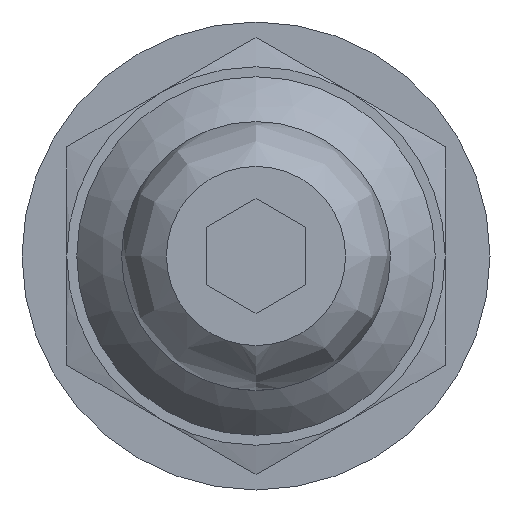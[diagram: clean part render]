
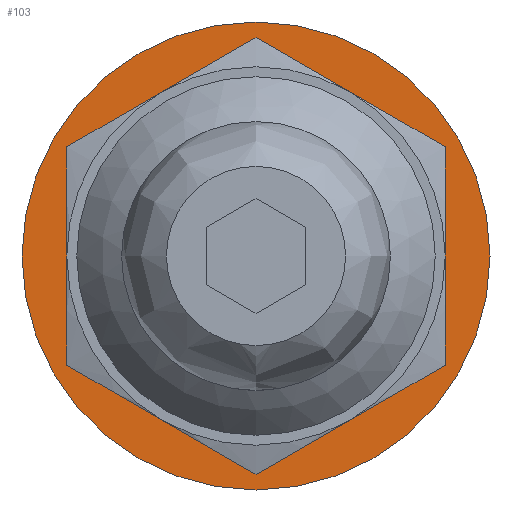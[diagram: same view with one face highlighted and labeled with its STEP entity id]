
A CAD part, front view. The second image highlights one B-rep face of the part: STEP entity #103.
In plain terms, the highlighted planar face has unit normal (0, -1, 0).
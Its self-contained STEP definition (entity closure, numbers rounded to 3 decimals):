
#103 = ADVANCED_FACE( '', ( #228, #229 ), #230, .T. );
#228 = FACE_OUTER_BOUND( '', #373, .T. );
#229 = FACE_BOUND( '', #374, .T. );
#230 = PLANE( '', #375 );
#373 = EDGE_LOOP( '', ( #624 ) );
#374 = EDGE_LOOP( '', ( #625, #626, #627, #628, #629, #630 ) );
#375 = AXIS2_PLACEMENT_3D( '', #631, #632, #633 );
#624 = ORIENTED_EDGE( '', *, *, #845, .T. );
#625 = ORIENTED_EDGE( '', *, *, #866, .F. );
#626 = ORIENTED_EDGE( '', *, *, #852, .F. );
#627 = ORIENTED_EDGE( '', *, *, #808, .F. );
#628 = ORIENTED_EDGE( '', *, *, #831, .F. );
#629 = ORIENTED_EDGE( '', *, *, #867, .F. );
#630 = ORIENTED_EDGE( '', *, *, #868, .F. );
#631 = CARTESIAN_POINT( '', ( 9.5, 13., 0. ) );
#632 = DIRECTION( '', ( 0., -1., 0. ) );
#633 = DIRECTION( '', ( 0., 0., -1. ) );
#808 = EDGE_CURVE( '', #935, #932, #937, .T. );
#831 = EDGE_CURVE( '', #912, #935, #974, .T. );
#845 = EDGE_CURVE( '', #997, #997, #998, .T. );
#852 = EDGE_CURVE( '', #932, #1006, #1007, .T. );
#866 = EDGE_CURVE( '', #1006, #942, #1027, .T. );
#867 = EDGE_CURVE( '', #1028, #912, #1029, .T. );
#868 = EDGE_CURVE( '', #942, #1028, #1030, .T. );
#912 = VERTEX_POINT( '', #1077 );
#932 = VERTEX_POINT( '', #1119 );
#935 = VERTEX_POINT( '', #1127 );
#937 = CIRCLE( '', #1134, 9.5 );
#942 = VERTEX_POINT( '', #1140 );
#974 = CIRCLE( '', #1207, 9.5 );
#997 = VERTEX_POINT( '', #1251 );
#998 = CIRCLE( '', #1252, 11.75 );
#1006 = VERTEX_POINT( '', #1262 );
#1007 = CIRCLE( '', #1263, 9.5 );
#1027 = CIRCLE( '', #1292, 9.5 );
#1028 = VERTEX_POINT( '', #1293 );
#1029 = CIRCLE( '', #1294, 9.5 );
#1030 = CIRCLE( '', #1295, 9.5 );
#1077 = CARTESIAN_POINT( '', ( 9.5, 13., 0. ) );
#1119 = CARTESIAN_POINT( '', ( -4.75, 13., 8.227 ) );
#1127 = CARTESIAN_POINT( '', ( 4.75, 13., 8.227 ) );
#1134 = AXIS2_PLACEMENT_3D( '', #1396, #1397, #1398 );
#1140 = CARTESIAN_POINT( '', ( -4.75, 13., -8.227 ) );
#1207 = AXIS2_PLACEMENT_3D( '', #1417, #1418, #1419 );
#1251 = CARTESIAN_POINT( '', ( 0., 13., -11.75 ) );
#1252 = AXIS2_PLACEMENT_3D( '', #1429, #1430, #1431 );
#1262 = CARTESIAN_POINT( '', ( -9.5, 13., 0. ) );
#1263 = AXIS2_PLACEMENT_3D( '', #1437, #1438, #1439 );
#1292 = AXIS2_PLACEMENT_3D( '', #1459, #1460, #1461 );
#1293 = CARTESIAN_POINT( '', ( 4.75, 13., -8.227 ) );
#1294 = AXIS2_PLACEMENT_3D( '', #1462, #1463, #1464 );
#1295 = AXIS2_PLACEMENT_3D( '', #1465, #1466, #1467 );
#1396 = CARTESIAN_POINT( '', ( 0., 13., 0. ) );
#1397 = DIRECTION( '', ( 0., -1., 0. ) );
#1398 = DIRECTION( '', ( 0., 0., -1. ) );
#1417 = CARTESIAN_POINT( '', ( 0., 13., 0. ) );
#1418 = DIRECTION( '', ( 0., -1., 0. ) );
#1419 = DIRECTION( '', ( 0., 0., -1. ) );
#1429 = CARTESIAN_POINT( '', ( 0., 13., 0. ) );
#1430 = DIRECTION( '', ( 0., -1., 0. ) );
#1431 = DIRECTION( '', ( 0., 0., -1. ) );
#1437 = CARTESIAN_POINT( '', ( 0., 13., 0. ) );
#1438 = DIRECTION( '', ( 0., -1., 0. ) );
#1439 = DIRECTION( '', ( 0., 0., -1. ) );
#1459 = CARTESIAN_POINT( '', ( 0., 13., 0. ) );
#1460 = DIRECTION( '', ( 0., -1., 0. ) );
#1461 = DIRECTION( '', ( 0., 0., -1. ) );
#1462 = CARTESIAN_POINT( '', ( 0., 13., 0. ) );
#1463 = DIRECTION( '', ( 0., -1., 0. ) );
#1464 = DIRECTION( '', ( 0., 0., -1. ) );
#1465 = CARTESIAN_POINT( '', ( 0., 13., 0. ) );
#1466 = DIRECTION( '', ( 0., -1., 0. ) );
#1467 = DIRECTION( '', ( 0., 0., -1. ) );
